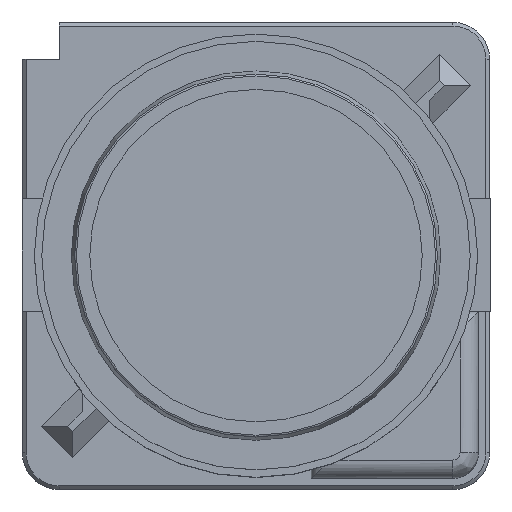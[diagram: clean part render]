
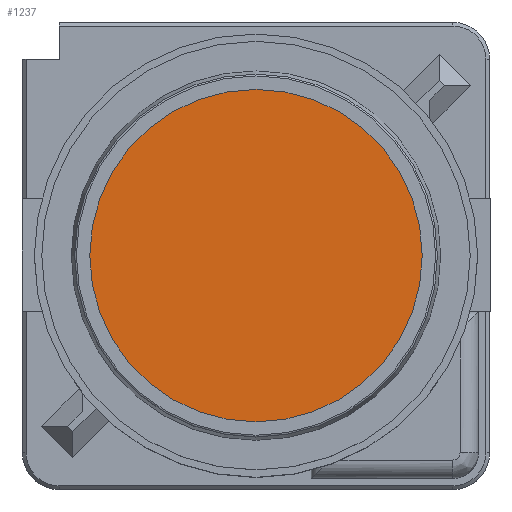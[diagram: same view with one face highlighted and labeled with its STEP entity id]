
A CAD part, top view. The second image highlights one B-rep face of the part: STEP entity #1237.
In plain terms, the highlighted planar face has unit normal (0, 0, 1).
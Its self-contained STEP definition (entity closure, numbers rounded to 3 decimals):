
#72=CIRCLE('',#1350,4.5);
#130=FACE_OUTER_BOUND('',#198,.T.);
#198=EDGE_LOOP('',(#1011));
#574=VERTEX_POINT('',#2053);
#731=EDGE_CURVE('',#574,#574,#72,.T.);
#1011=ORIENTED_EDGE('',*,*,#731,.F.);
#1146=PLANE('',#1351);
#1237=ADVANCED_FACE('',(#130),#1146,.T.);
#1350=AXIS2_PLACEMENT_3D('',#2055,#1649,#1650);
#1351=AXIS2_PLACEMENT_3D('',#2056,#1651,#1652);
#1649=DIRECTION('center_axis',(0.,0.,-1.));
#1650=DIRECTION('ref_axis',(-1.,0.,0.));
#1651=DIRECTION('center_axis',(0.,0.,1.));
#1652=DIRECTION('ref_axis',(-1.,0.,0.));
#2053=CARTESIAN_POINT('',(4.5,0.,6.84));
#2055=CARTESIAN_POINT('Origin',(0.,0.,6.84));
#2056=CARTESIAN_POINT('Origin',(0.,0.,6.84));
